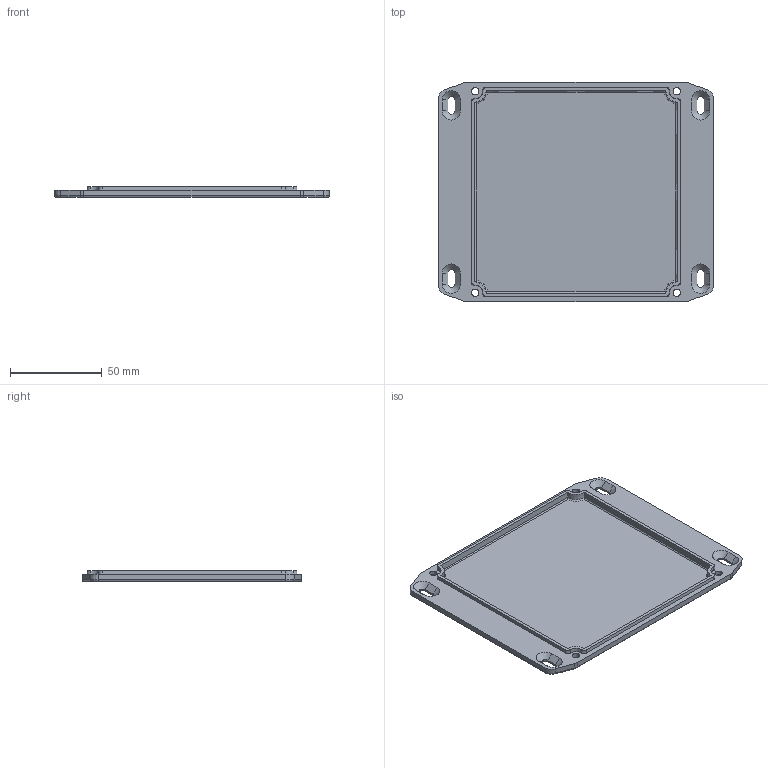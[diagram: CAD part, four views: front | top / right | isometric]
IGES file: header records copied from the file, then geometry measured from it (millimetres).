
Global section: file name: No Iges File Name specified; native system: Autodesk Inventor 2009; preprocessor: AutoDesk Inventor Iges Exporter R2009; author: trinas; date: 20090304.082949; units: millimetre
Bounding box: 150 x 120 x 6 mm (x, y, z)
Volume: 47182.3 mm3; surface area: 39845.2 mm2
Topology: 1 solids, 1 shells, 124 faces, 320 edges, 192 vertices
Faces by surface type: plane 36, revolution 31, bspline 21, cone 20, cylinder 8, torus 8
